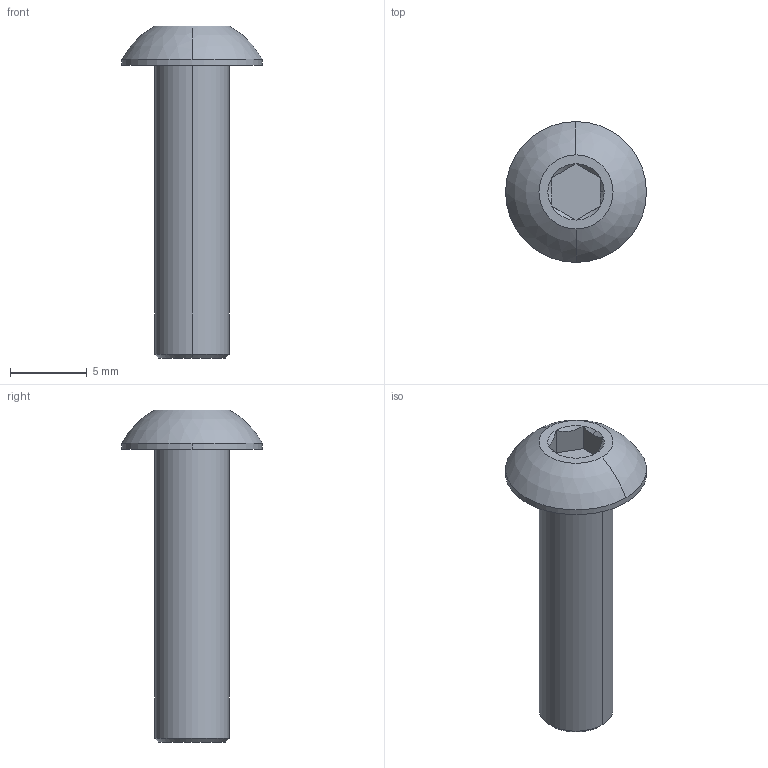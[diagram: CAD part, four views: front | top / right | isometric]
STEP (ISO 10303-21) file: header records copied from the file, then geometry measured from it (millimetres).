
FILE_DESCRIPTION (( 'STEP AP203' ), '1' );
FILE_NAME ('161048.step', '2022-01-27T15:31:08', ( '' ), ( '' ), 'SwSTEP 2.0', 'SolidWorks 2021', '' );
FILE_SCHEMA (( 'CONFIG_CONTROL_DESIGN' ));
Length unit declared in the file: inch
Products named in the file (1): 161048
Bounding box: 9.17 x 9.17 x 21.62 mm (x, y, z)
Volume: 454.9 mm3; surface area: 471.6 mm2
Topology: 1 solids, 2 shells, 29 faces, 55 edges, 32 vertices
Faces by surface type: plane 12, cone 9, cylinder 4, sphere 2, bspline 2
Entity records: 2441 total; most frequent: CARTESIAN_POINT 1790, DIRECTION 124, ORIENTED_EDGE 110, EDGE_CURVE 55, AXIS2_PLACEMENT_3D 51, VERTEX_POINT 32, EDGE_LOOP 31, FACE_OUTER_BOUND 29
